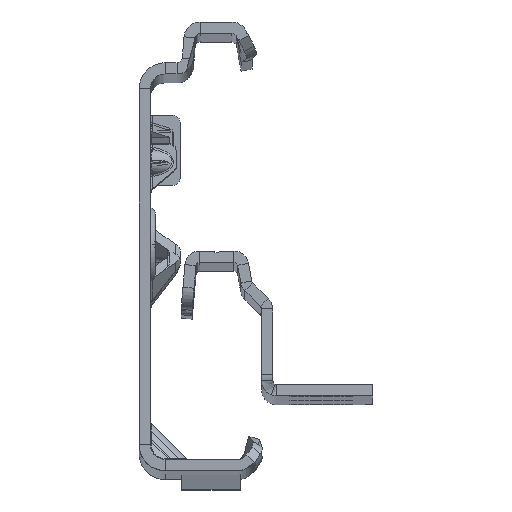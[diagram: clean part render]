
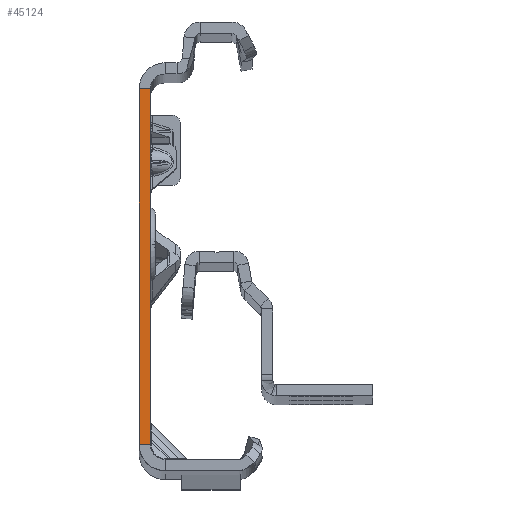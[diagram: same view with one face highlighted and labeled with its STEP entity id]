
A CAD part, top view. The second image highlights one B-rep face of the part: STEP entity #45124.
In plain terms, the highlighted planar face has unit normal (0, 0, 1).
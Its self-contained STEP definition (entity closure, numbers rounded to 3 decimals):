
#818 = VERTEX_POINT ( 'NONE', #38153 ) ;
#2170 = ORIENTED_EDGE ( 'NONE', *, *, #21229, .F. ) ;
#3788 = CARTESIAN_POINT ( 'NONE',  ( -1.5, 22.135, 0. ) ) ;
#4147 = VERTEX_POINT ( 'NONE', #41657 ) ;
#7340 = DIRECTION ( 'NONE',  ( 0., -1., 0. ) ) ;
#8209 = VECTOR ( 'NONE', #35725, 1000. ) ;
#8348 = DIRECTION ( 'NONE',  ( -1., 0., 0. ) ) ;
#13706 = PLANE ( 'NONE',  #43350 ) ;
#13761 = EDGE_CURVE ( 'NONE', #4147, #818, #52081, .T. ) ;
#14063 = VECTOR ( 'NONE', #7340, 1000. ) ;
#16829 = VERTEX_POINT ( 'NONE', #25607 ) ;
#17136 = LINE ( 'NONE', #34250, #46108 ) ;
#17296 = DIRECTION ( 'NONE',  ( 0., 0., 1. ) ) ;
#21229 = EDGE_CURVE ( 'NONE', #16829, #4147, #48672, .T. ) ;
#22626 = CARTESIAN_POINT ( 'NONE',  ( -1.5, -27.865, 0. ) ) ;
#25607 = CARTESIAN_POINT ( 'NONE',  ( 0., 22.135, 0. ) ) ;
#25738 = CARTESIAN_POINT ( 'NONE',  ( 0., 22.135, 0. ) ) ;
#26575 = FACE_OUTER_BOUND ( 'NONE', #29104, .T. ) ;
#29104 = EDGE_LOOP ( 'NONE', ( #2170, #31734, #42551, #29391 ) ) ;
#29391 = ORIENTED_EDGE ( 'NONE', *, *, #13761, .F. ) ;
#31734 = ORIENTED_EDGE ( 'NONE', *, *, #42837, .T. ) ;
#34250 = CARTESIAN_POINT ( 'NONE',  ( -1.5, -27.865, 0. ) ) ;
#34911 = CARTESIAN_POINT ( 'NONE',  ( 0., -25.865, 0. ) ) ;
#35505 = DIRECTION ( 'NONE',  ( 1., 0., 0. ) ) ;
#35725 = DIRECTION ( 'NONE',  ( -1., 0., 0. ) ) ;
#38153 = CARTESIAN_POINT ( 'NONE',  ( -1.5, -25.865, 0. ) ) ;
#39668 = CARTESIAN_POINT ( 'NONE',  ( 0., -27.865, 0. ) ) ;
#41657 = CARTESIAN_POINT ( 'NONE',  ( 0., -25.865, 0. ) ) ;
#42131 = DIRECTION ( 'NONE',  ( 0., -1., 0. ) ) ;
#42551 = ORIENTED_EDGE ( 'NONE', *, *, #51786, .T. ) ;
#42837 = EDGE_CURVE ( 'NONE', #16829, #53799, #42858, .T. ) ;
#42858 = LINE ( 'NONE', #25738, #46375 ) ;
#43350 = AXIS2_PLACEMENT_3D ( 'NONE', #22626, #17296, #35505 ) ;
#45124 = ADVANCED_FACE ( 'NONE', ( #26575 ), #13706, .T. ) ;
#46108 = VECTOR ( 'NONE', #42131, 1000. ) ;
#46375 = VECTOR ( 'NONE', #8348, 1000. ) ;
#48672 = LINE ( 'NONE', #39668, #14063 ) ;
#51786 = EDGE_CURVE ( 'NONE', #53799, #818, #17136, .T. ) ;
#52081 = LINE ( 'NONE', #34911, #8209 ) ;
#53799 = VERTEX_POINT ( 'NONE', #3788 ) ;
